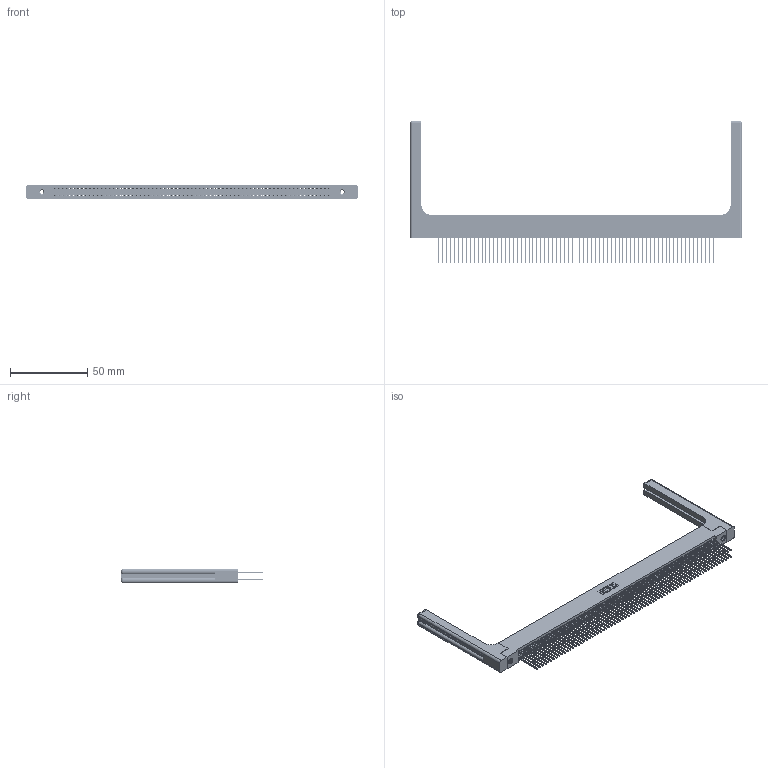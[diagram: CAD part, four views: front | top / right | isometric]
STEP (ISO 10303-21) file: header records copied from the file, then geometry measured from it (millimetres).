
FILE_DESCRIPTION (( 'STEP AP203' ), '1' );
FILE_NAME ('345-142-542-258.STEP', '2019-11-09T03:21:23', ( '' ), ( '' ), 'SwSTEP 2.0', 'SolidWorks 2016', '' );
FILE_SCHEMA (( 'CONFIG_CONTROL_DESIGN' ));
Length unit declared in the file: inch
Products named in the file (5): 345-292-001_345-293-142; 345-142-542-258; 345-220-058_345-220-058; 345 Part_Flush Mounting Lugs - 0.156 Dia-TH; 345-250-001_345-250-001-102
Assembly tree (147 placements, depth 2):
  345-142-542-258
    345 Part_Flush Mounting Lugs - 0.156 Dia-TH
    345-292-001_345-293-142  x142
    345-250-001_345-250-001-102  x2
    345-220-058_345-220-058  x2
Bounding box: 215.37 x 92.25 x 9.4 mm (x, y, z)
Volume: 30327.2 mm3; surface area: 41015 mm2
Topology: 147 solids, 147 shells, 7482 faces, 22165 edges, 14566 vertices
Faces by surface type: plane 4914, cylinder 2508, bspline 36, cone 12, sphere 8, torus 4
Entity records: 57004 total; most frequent: CARTESIAN_POINT 10521, ORIENTED_EDGE 9252, DIRECTION 8174, EDGE_CURVE 4626, LINE 4118, VECTOR 4118, VERTEX_POINT 3074, AXIS2_PLACEMENT_3D 2028
